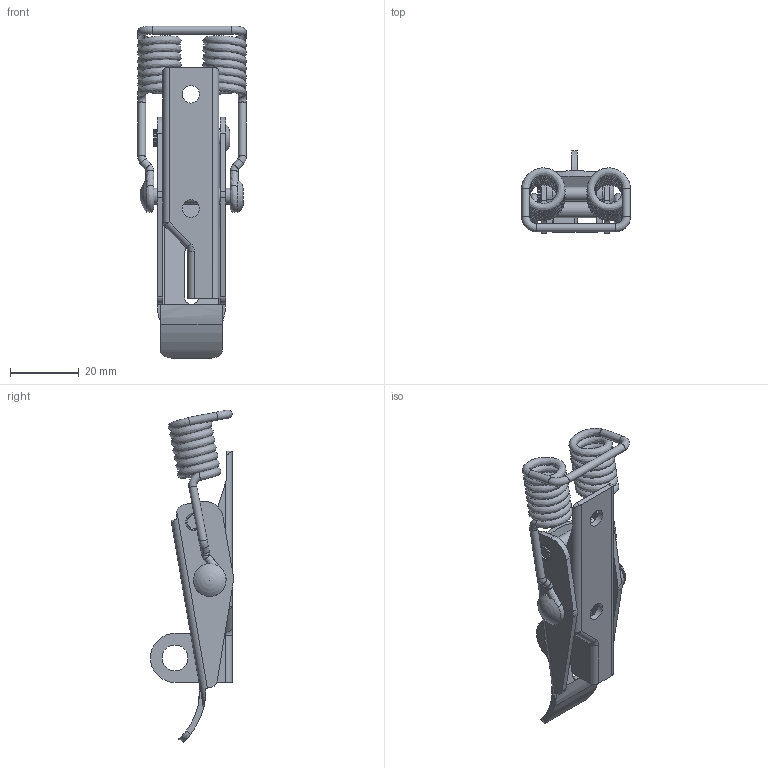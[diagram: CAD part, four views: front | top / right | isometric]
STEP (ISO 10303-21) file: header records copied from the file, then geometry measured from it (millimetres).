
FILE_DESCRIPTION(/* description */ (''),/* implementation_level */ '2;1');
FILE_NAME(/* name */ 'HL95-P.stp',/* time_stamp */ '2019-10-08T14:15:07+01:00',/* author */ ('RWilson'),/* organization */ (''),/* preprocessor_version */ 'ST-DEVELOPER v16.13',/* originating_system */ 'Autodesk Inventor 2018',/* authorisation */ '');
FILE_SCHEMA (('AUTOMOTIVE_DESIGN { 1 0 10303 214 3 1 1 }'));
Length unit declared in the file: millimetre
Products named in the file (6): 30-693MSZN_STEP; 521-1SS; 521-2SS; 570ASS; 570BSS; 506-2SS in Assembly
Assembly tree (5 placements, depth 2):
  30-693MSZN_STEP
    521-1SS
    521-2SS
    570ASS
    570BSS
    506-2SS in Assembly
Bounding box: 31.75 x 24.2 x 96.86 mm (x, y, z)
Volume: 9893.4 mm3; surface area: 14121 mm2
Topology: 6 solids, 6 shells, 153 faces, 426 edges, 277 vertices
Faces by surface type: cylinder 68, plane 56, bspline 14, torus 13, sphere 2
Full cylindrical faces by diameter (mm): 2.337 x7, 3.96 x1, 3.966 x1, 4.013 x4, 4.648 x1, 5 x1, 5.105 x2, 5.283 x2, 7.541 x1
Entity records: 8156 total; most frequent: CARTESIAN_POINT 4113, DIRECTION 821, ORIENTED_EDGE 756, EDGE_CURVE 378, AXIS2_PLACEMENT_3D 332, VERTEX_POINT 266, EDGE_LOOP 212, CIRCLE 178
